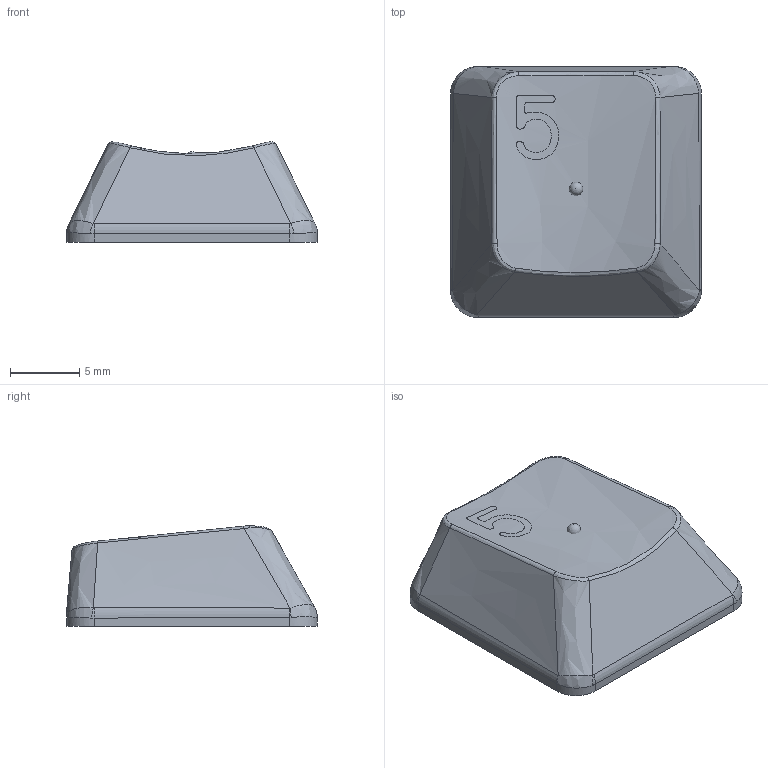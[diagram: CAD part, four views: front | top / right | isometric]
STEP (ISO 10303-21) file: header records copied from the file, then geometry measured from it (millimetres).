
FILE_DESCRIPTION(/* description */ (''),/* implementation_level */ '2;1');
FILE_NAME(/* name */ 'Row_3_F_numpad_5_large_homing_bump.step',/* time_stamp */ '2021-02-26T17:40:49-06:00',/* author */ (''),/* organization */ (''),/* preprocessor_version */ 'ST-DEVELOPER v18.1',/* originating_system */ 'Autodesk Translation Framework v9.7.1.1290',/* authorisation */ '');
FILE_SCHEMA (('AUTOMOTIVE_DESIGN { 1 0 10303 214 3 1 1 }'));
Length unit declared in the file: millimetre
Products named in the file (1): Row_3_F_numpad_5_large_homing_bump
Bounding box: 18.16 x 18.16 x 7.26 mm (x, y, z)
Volume: 538.1 mm3; surface area: 1334.1 mm2
Topology: 2 solids, 2 shells, 80 faces, 216 edges, 142 vertices
Faces by surface type: bspline 40, plane 26, cylinder 13, sphere 1
Full cylindrical faces by diameter (mm): 5.5 x1
Entity records: 4089 total; most frequent: CARTESIAN_POINT 2339, ORIENTED_EDGE 428, DIRECTION 221, EDGE_CURVE 214, VERTEX_POINT 142, B_SPLINE_CURVE_WITH_KNOTS 115, EDGE_LOOP 84, AXIS2_PLACEMENT_3D 81
